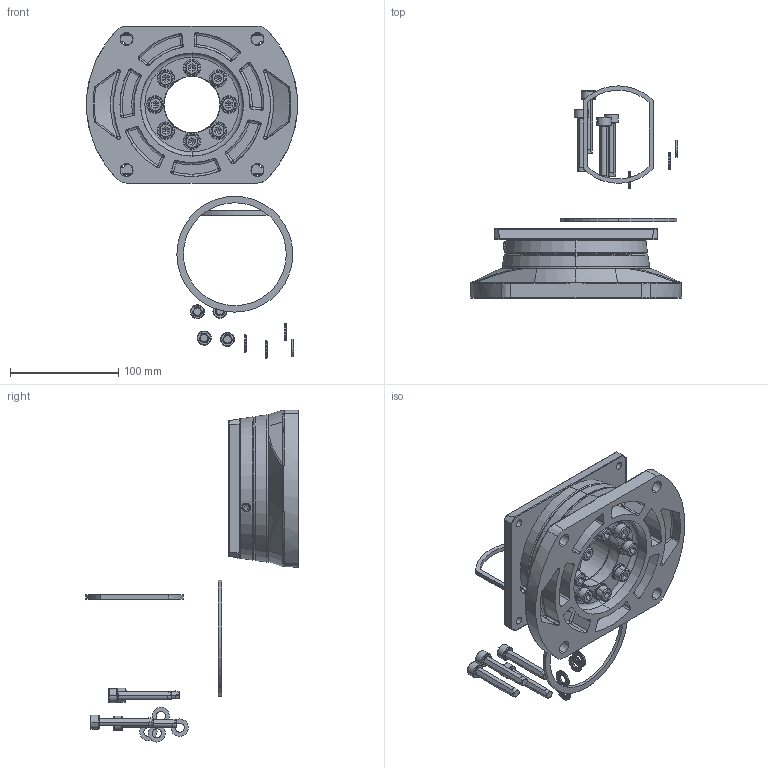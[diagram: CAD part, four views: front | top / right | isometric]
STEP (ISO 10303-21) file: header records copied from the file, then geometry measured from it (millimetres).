
FILE_DESCRIPTION (( 'STEP AP214' ), '1' );
FILE_NAME ('49477222.STEP', '2009-01-08T12:52:12', ( ' ' ), ( '' ), 'SwSTEP 2.0', 'SolidWorks 2008', '' );
FILE_SCHEMA (( 'AUTOMOTIVE_DESIGN' ));
Length unit declared in the file: millimetre
Products named in the file (18): 93201_Standard; 84046_Standard; 93659_Standard; 82398_Standard; 83019_Standard; 93675_Standard; 93152_Standard; 82399_Standard; 52311_lose im Beipack Aufsatzgelenk GTN II beigelegt; 12811_Standard; 49477222; 84342_Standard; 41778_Standard; 41779_Standard; 84353_Standard; 93672_Standard; 84011_Standard
Assembly tree (41 placements, depth 3):
  49477222
    93672_Standard  x8
    83019_Standard  x8
    93675_Standard
    93201_Standard  x4
    84353_Standard
    12811_Standard
      12811_Standard
    84011_Standard
    84342_Standard
    41779_Standard
    93659_Standard
    84046_Standard
    41778_Standard
    52311_lose im Beipack Aufsatzgelenk GTN II beigelegt
      83019_Standard  x4
      93152_Standard  x4
      82398_Standard
      82399_Standard
Bounding box: 194.32 x 196.07 x 306.54 mm (x, y, z)
Volume: 801445.9 mm3; surface area: 264554.4 mm2
Topology: 39 solids, 39 shells, 1158 faces, 2506 edges, 1445 vertices
Faces by surface type: plane 380, cylinder 290, cone 223, torus 191, bspline 72, sphere 2
Entity records: 34341 total; most frequent: CARTESIAN_POINT 18076, DIRECTION 3301, ORIENTED_EDGE 3048, EDGE_CURVE 1524, AXIS2_PLACEMENT_3D 1369, VERTEX_POINT 902, EDGE_LOOP 808, CIRCLE 712
